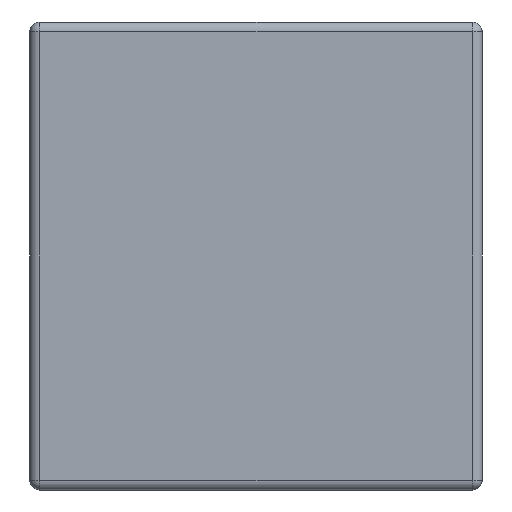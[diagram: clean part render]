
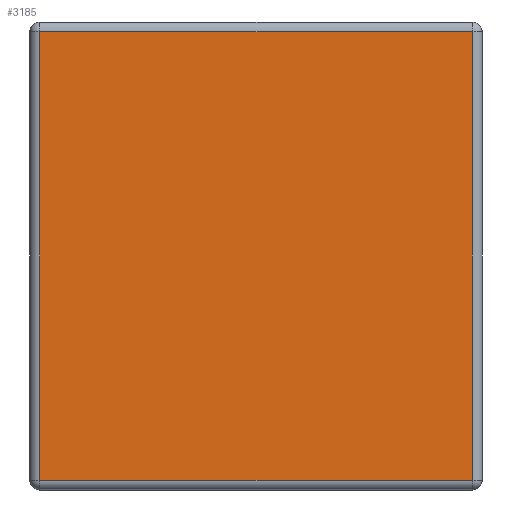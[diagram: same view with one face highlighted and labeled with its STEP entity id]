
A CAD part, left-side view. The second image highlights one B-rep face of the part: STEP entity #3185.
In plain terms, the highlighted planar face has unit normal (-1, 0, 0).
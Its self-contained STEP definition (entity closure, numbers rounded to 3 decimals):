
#42 = CARTESIAN_POINT ( 'NONE',  ( 0., 0., -0.881 ) ) ;
#143 = DIRECTION ( 'NONE',  ( 0., 0., 1. ) ) ;
#148 = EDGE_CURVE ( 'NONE', #3012, #4384, #3265, .T. ) ;
#748 = DIRECTION ( 'NONE',  ( 0., -1., 0. ) ) ;
#854 = CARTESIAN_POINT ( 'NONE',  ( 0., 0.851, -0.019 ) ) ;
#887 = VERTEX_POINT ( 'NONE', #1784 ) ;
#953 = VECTOR ( 'NONE', #2309, 1000. ) ;
#1127 = EDGE_LOOP ( 'NONE', ( #2547, #3007, #1696, #3672 ) ) ;
#1221 = PLANE ( 'NONE',  #2608 ) ;
#1323 = DIRECTION ( 'NONE',  ( 0., 0., -1. ) ) ;
#1696 = ORIENTED_EDGE ( 'NONE', *, *, #4186, .T. ) ;
#1784 = CARTESIAN_POINT ( 'NONE',  ( 0., 0.019, -0.881 ) ) ;
#1808 = LINE ( 'NONE', #2350, #953 ) ;
#1887 = FACE_OUTER_BOUND ( 'NONE', #1127, .T. ) ;
#1943 = CARTESIAN_POINT ( 'NONE',  ( 0., 0., 0. ) ) ;
#2174 = VECTOR ( 'NONE', #143, 1000. ) ;
#2309 = DIRECTION ( 'NONE',  ( 0., 1., 0. ) ) ;
#2319 = VECTOR ( 'NONE', #1323, 1000. ) ;
#2350 = CARTESIAN_POINT ( 'NONE',  ( 0., 0.87, -0.019 ) ) ;
#2450 = LINE ( 'NONE', #2925, #2174 ) ;
#2547 = ORIENTED_EDGE ( 'NONE', *, *, #3867, .T. ) ;
#2554 = VERTEX_POINT ( 'NONE', #3621 ) ;
#2608 = AXIS2_PLACEMENT_3D ( 'NONE', #1943, #2648, #4455 ) ;
#2648 = DIRECTION ( 'NONE',  ( -1., 0., 0. ) ) ;
#2691 = CARTESIAN_POINT ( 'NONE',  ( 0., 0.851, -0.881 ) ) ;
#2715 = CARTESIAN_POINT ( 'NONE',  ( 0., 0.851, -0.9 ) ) ;
#2925 = CARTESIAN_POINT ( 'NONE',  ( 0., 0.019, 0. ) ) ;
#3007 = ORIENTED_EDGE ( 'NONE', *, *, #4194, .T. ) ;
#3012 = VERTEX_POINT ( 'NONE', #854 ) ;
#3185 = ADVANCED_FACE ( 'NONE', ( #1887 ), #1221, .T. ) ;
#3265 = LINE ( 'NONE', #2715, #2319 ) ;
#3509 = VECTOR ( 'NONE', #748, 1000. ) ;
#3621 = CARTESIAN_POINT ( 'NONE',  ( 0., 0.019, -0.019 ) ) ;
#3672 = ORIENTED_EDGE ( 'NONE', *, *, #148, .T. ) ;
#3867 = EDGE_CURVE ( 'NONE', #4384, #887, #4476, .T. ) ;
#4186 = EDGE_CURVE ( 'NONE', #2554, #3012, #1808, .T. ) ;
#4194 = EDGE_CURVE ( 'NONE', #887, #2554, #2450, .T. ) ;
#4384 = VERTEX_POINT ( 'NONE', #2691 ) ;
#4455 = DIRECTION ( 'NONE',  ( 0., 0., 1. ) ) ;
#4476 = LINE ( 'NONE', #42, #3509 ) ;
